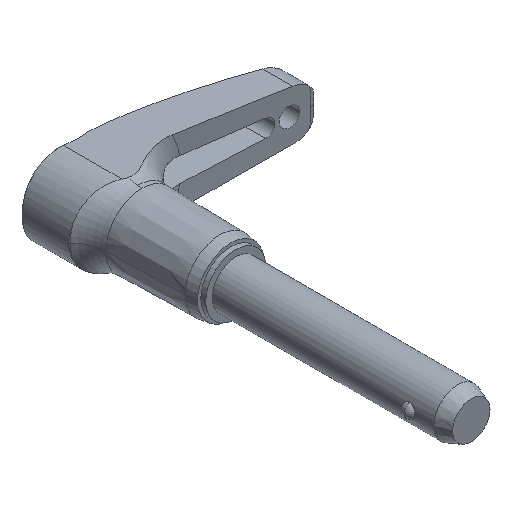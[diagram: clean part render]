
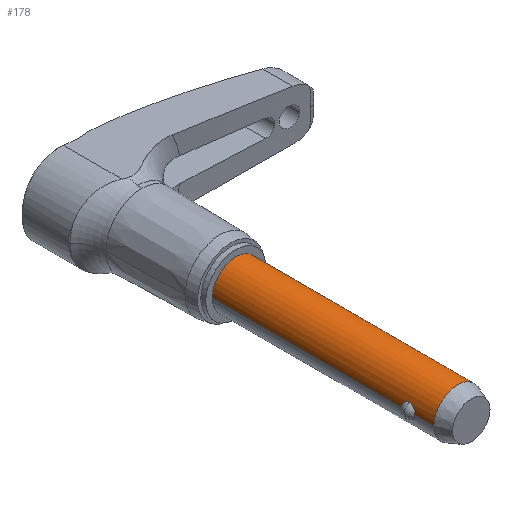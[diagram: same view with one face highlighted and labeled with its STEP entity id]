
A CAD part, isometric view. The second image highlights one B-rep face of the part: STEP entity #178.
In plain terms, the highlighted cylindrical face has radius 4.763 mm (diameter 9.525 mm), a partial arc.
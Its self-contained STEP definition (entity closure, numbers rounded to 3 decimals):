
#178=ADVANCED_FACE('',(#373),#374,.T.);
#373=FACE_OUTER_BOUND('',#582,.T.);
#374=CYLINDRICAL_SURFACE('',#583,4.763);
#582=EDGE_LOOP('',(#1047,#1048,#1049,#1050,#1051,#1052,#1053,#1054,#1055,#1056));
#583=AXIS2_PLACEMENT_3D('',#1057,#1058,#1059);
#1047=ORIENTED_EDGE('',*,*,#1387,.T.);
#1048=ORIENTED_EDGE('',*,*,#1423,.T.);
#1049=ORIENTED_EDGE('',*,*,#1453,.T.);
#1050=ORIENTED_EDGE('',*,*,#1393,.T.);
#1051=ORIENTED_EDGE('',*,*,#1258,.F.);
#1052=ORIENTED_EDGE('',*,*,#1392,.T.);
#1053=ORIENTED_EDGE('',*,*,#1398,.T.);
#1054=ORIENTED_EDGE('',*,*,#1454,.T.);
#1055=ORIENTED_EDGE('',*,*,#1389,.T.);
#1056=ORIENTED_EDGE('',*,*,#1269,.T.);
#1057=CARTESIAN_POINT('',(0.0,-23.686,0.0));
#1058=DIRECTION('',(-0.0,1.0,0.0));
#1059=DIRECTION('',(1.0,0.0,0.0));
#1258=EDGE_CURVE('',#1495,#1494,#1497,.T.);
#1269=EDGE_CURVE('',#1517,#1515,#1518,.T.);
#1387=EDGE_CURVE('',#1515,#1710,#1711,.T.);
#1389=EDGE_CURVE('',#1713,#1517,#1714,.T.);
#1392=EDGE_CURVE('',#1495,#1717,#1719,.T.);
#1393=EDGE_CURVE('',#1720,#1494,#1721,.T.);
#1398=EDGE_CURVE('',#1717,#1726,#1728,.T.);
#1423=EDGE_CURVE('',#1710,#1758,#1760,.T.);
#1453=EDGE_CURVE('',#1758,#1720,#1795,.T.);
#1454=EDGE_CURVE('',#1726,#1713,#1796,.T.);
#1494=VERTEX_POINT('',#1838);
#1495=VERTEX_POINT('',#1839);
#1497=CIRCLE('',#1841,4.763);
#1515=VERTEX_POINT('',#1935);
#1517=VERTEX_POINT('',#1938);
#1518=CIRCLE('',#1939,4.763);
#1710=VERTEX_POINT('',#2579);
#1711=LINE('',#2580,#2581);
#1713=VERTEX_POINT('',#2583);
#1714=LINE('',#2584,#2585);
#1717=VERTEX_POINT('',#2601);
#1719=LINE('',#2616,#2617);
#1720=VERTEX_POINT('',#2618);
#1721=LINE('',#2619,#2620);
#1726=VERTEX_POINT('',#2651);
#1728=B_SPLINE_CURVE_WITH_KNOTS('',3,(#2653,#2654,#2655,#2656,#2657,#2658,#2659,#2660,#2661,#2662,#2663,#2664,#2665,#2666),.UNSPECIFIED.,.F.,.F.,(4,2,2,2,2,2,4),(6.25,6.614,6.978,7.194,7.411,7.872,8.333),.UNSPECIFIED.);
#1758=VERTEX_POINT('',#2849);
#1760=B_SPLINE_CURVE_WITH_KNOTS('',3,(#2851,#2852,#2853,#2854,#2855,#2856,#2857,#2858,#2859,#2860,#2861,#2862,#2863,#2864),.UNSPECIFIED.,.F.,.F.,(4,2,2,2,2,2,4),(2.083,2.447,2.811,3.028,3.245,3.706,4.167),.UNSPECIFIED.);
#1795=B_SPLINE_CURVE_WITH_KNOTS('',3,(#3070,#3071,#3072,#3073,#3074,#3075,#3076,#3077,#3078,#3079,#3080,#3081,#3082,#3083),.UNSPECIFIED.,.F.,.F.,(4,2,2,2,2,2,4),(4.167,4.628,5.089,5.305,5.522,5.886,6.25),.UNSPECIFIED.);
#1796=B_SPLINE_CURVE_WITH_KNOTS('',3,(#3084,#3085,#3086,#3087,#3088,#3089,#3090,#3091,#3092,#3093,#3094,#3095,#3096,#3097),.UNSPECIFIED.,.F.,.F.,(4,2,2,2,2,2,4),(0.0,0.461,0.922,1.139,1.355,1.719,2.083),.UNSPECIFIED.);
#1838=CARTESIAN_POINT('',(4.763,0.0,0.0));
#1839=CARTESIAN_POINT('',(-4.763,0.0,0.));
#1841=AXIS2_PLACEMENT_3D('',#3222,#3223,#3224);
#1935=CARTESIAN_POINT('',(4.763,-44.59,0.0));
#1938=CARTESIAN_POINT('',(-4.763,-44.59,0.));
#1939=AXIS2_PLACEMENT_3D('',#3237,#3238,#3239);
#2579=CARTESIAN_POINT('',(4.763,-40.78,0.));
#2580=CARTESIAN_POINT('',(4.763,-23.686,0.));
#2581=VECTOR('',#3400,1.0);
#2583=CARTESIAN_POINT('',(-4.763,-40.78,0.));
#2584=CARTESIAN_POINT('',(-4.763,-23.686,0.));
#2585=VECTOR('',#3404,1.0);
#2601=CARTESIAN_POINT('',(-4.763,-38.1,0.));
#2616=CARTESIAN_POINT('',(-4.763,-23.686,0.));
#2617=VECTOR('',#3405,1.0);
#2618=CARTESIAN_POINT('',(4.763,-38.1,0.));
#2619=CARTESIAN_POINT('',(4.763,-23.686,0.));
#2620=VECTOR('',#3406,1.0);
#2651=CARTESIAN_POINT('',(-4.543,-39.44,1.429));
#2653=CARTESIAN_POINT('',(-4.763,-38.1,0.));
#2654=CARTESIAN_POINT('',(-4.763,-38.1,0.121));
#2655=CARTESIAN_POINT('',(-4.757,-38.115,0.253));
#2656=CARTESIAN_POINT('',(-4.737,-38.179,0.507));
#2657=CARTESIAN_POINT('',(-4.722,-38.229,0.629));
#2658=CARTESIAN_POINT('',(-4.696,-38.322,0.797));
#2659=CARTESIAN_POINT('',(-4.684,-38.364,0.863));
#2660=CARTESIAN_POINT('',(-4.66,-38.461,0.985));
#2661=CARTESIAN_POINT('',(-4.647,-38.515,1.042));
#2662=CARTESIAN_POINT('',(-4.612,-38.68,1.192));
#2663=CARTESIAN_POINT('',(-4.587,-38.819,1.282));
#2664=CARTESIAN_POINT('',(-4.552,-39.122,1.4));
#2665=CARTESIAN_POINT('',(-4.543,-39.286,1.429));
#2666=CARTESIAN_POINT('',(-4.543,-39.44,1.429));
#2849=CARTESIAN_POINT('',(4.543,-39.44,1.429));
#2851=CARTESIAN_POINT('',(4.763,-40.78,0.0));
#2852=CARTESIAN_POINT('',(4.763,-40.78,0.121));
#2853=CARTESIAN_POINT('',(4.757,-40.765,0.253));
#2854=CARTESIAN_POINT('',(4.737,-40.7,0.507));
#2855=CARTESIAN_POINT('',(4.722,-40.651,0.629));
#2856=CARTESIAN_POINT('',(4.696,-40.558,0.797));
#2857=CARTESIAN_POINT('',(4.684,-40.515,0.863));
#2858=CARTESIAN_POINT('',(4.66,-40.419,0.985));
#2859=CARTESIAN_POINT('',(4.647,-40.365,1.042));
#2860=CARTESIAN_POINT('',(4.612,-40.2,1.192));
#2861=CARTESIAN_POINT('',(4.587,-40.06,1.282));
#2862=CARTESIAN_POINT('',(4.552,-39.757,1.4));
#2863=CARTESIAN_POINT('',(4.543,-39.593,1.429));
#2864=CARTESIAN_POINT('',(4.543,-39.44,1.429));
#3070=CARTESIAN_POINT('',(4.543,-39.44,1.429));
#3071=CARTESIAN_POINT('',(4.543,-39.286,1.429));
#3072=CARTESIAN_POINT('',(4.552,-39.122,1.4));
#3073=CARTESIAN_POINT('',(4.587,-38.819,1.282));
#3074=CARTESIAN_POINT('',(4.612,-38.68,1.192));
#3075=CARTESIAN_POINT('',(4.647,-38.515,1.042));
#3076=CARTESIAN_POINT('',(4.66,-38.461,0.985));
#3077=CARTESIAN_POINT('',(4.684,-38.364,0.863));
#3078=CARTESIAN_POINT('',(4.696,-38.322,0.797));
#3079=CARTESIAN_POINT('',(4.722,-38.229,0.629));
#3080=CARTESIAN_POINT('',(4.737,-38.179,0.507));
#3081=CARTESIAN_POINT('',(4.757,-38.115,0.253));
#3082=CARTESIAN_POINT('',(4.763,-38.1,0.121));
#3083=CARTESIAN_POINT('',(4.763,-38.1,0.));
#3084=CARTESIAN_POINT('',(-4.543,-39.44,1.429));
#3085=CARTESIAN_POINT('',(-4.543,-39.593,1.429));
#3086=CARTESIAN_POINT('',(-4.552,-39.757,1.4));
#3087=CARTESIAN_POINT('',(-4.587,-40.06,1.282));
#3088=CARTESIAN_POINT('',(-4.612,-40.2,1.192));
#3089=CARTESIAN_POINT('',(-4.647,-40.365,1.042));
#3090=CARTESIAN_POINT('',(-4.66,-40.419,0.985));
#3091=CARTESIAN_POINT('',(-4.684,-40.515,0.863));
#3092=CARTESIAN_POINT('',(-4.696,-40.558,0.797));
#3093=CARTESIAN_POINT('',(-4.722,-40.651,0.629));
#3094=CARTESIAN_POINT('',(-4.737,-40.7,0.507));
#3095=CARTESIAN_POINT('',(-4.757,-40.765,0.253));
#3096=CARTESIAN_POINT('',(-4.763,-40.78,0.121));
#3097=CARTESIAN_POINT('',(-4.763,-40.78,0.));
#3222=CARTESIAN_POINT('',(0.0,0.0,0.0));
#3223=DIRECTION('',(-0.0,1.0,0.0));
#3224=DIRECTION('',(1.0,0.0,0.0));
#3237=CARTESIAN_POINT('',(0.0,-44.59,0.0));
#3238=DIRECTION('',(0.,1.0,0.0));
#3239=DIRECTION('',(1.0,0.,0.0));
#3400=DIRECTION('',(0.0,1.0,0.0));
#3404=DIRECTION('',(-0.0,-1.0,-0.0));
#3405=DIRECTION('',(-0.0,-1.0,-0.0));
#3406=DIRECTION('',(0.0,1.0,0.0));
